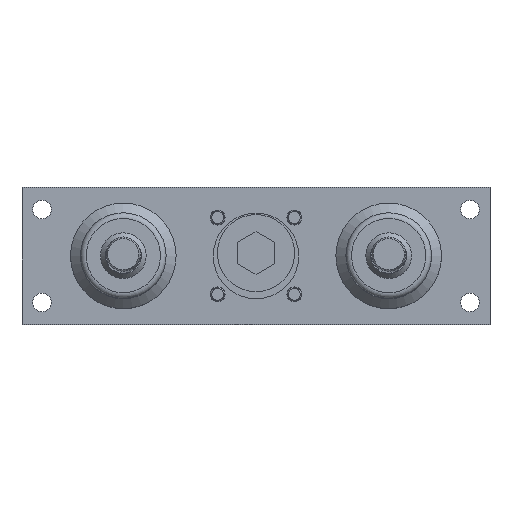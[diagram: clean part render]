
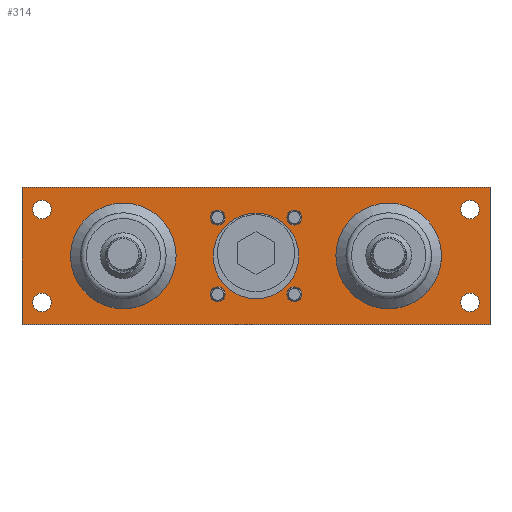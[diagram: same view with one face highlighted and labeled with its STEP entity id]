
A CAD part, top view. The second image highlights one B-rep face of the part: STEP entity #314.
In plain terms, the highlighted planar face has unit normal (0, 0, 1).
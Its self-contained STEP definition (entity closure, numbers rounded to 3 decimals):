
#314 = ADVANCED_FACE( '', ( #859, #860, #861, #862, #863, #864, #865, #866, #867, #868, #869, #870 ), #871, .F. );
#859 = FACE_BOUND( '', #1832, .T. );
#860 = FACE_BOUND( '', #1833, .T. );
#861 = FACE_BOUND( '', #1834, .T. );
#862 = FACE_BOUND( '', #1835, .T. );
#863 = FACE_BOUND( '', #1836, .T. );
#864 = FACE_BOUND( '', #1837, .T. );
#865 = FACE_BOUND( '', #1838, .T. );
#866 = FACE_BOUND( '', #1839, .T. );
#867 = FACE_BOUND( '', #1840, .T. );
#868 = FACE_BOUND( '', #1841, .T. );
#869 = FACE_BOUND( '', #1842, .T. );
#870 = FACE_OUTER_BOUND( '', #1843, .T. );
#871 = PLANE( '', #1844 );
#1832 = EDGE_LOOP( '', ( #2829 ) );
#1833 = EDGE_LOOP( '', ( #2830 ) );
#1834 = EDGE_LOOP( '', ( #2831 ) );
#1835 = EDGE_LOOP( '', ( #2832 ) );
#1836 = EDGE_LOOP( '', ( #2833 ) );
#1837 = EDGE_LOOP( '', ( #2834 ) );
#1838 = EDGE_LOOP( '', ( #2835 ) );
#1839 = EDGE_LOOP( '', ( #2836 ) );
#1840 = EDGE_LOOP( '', ( #2837 ) );
#1841 = EDGE_LOOP( '', ( #2838 ) );
#1842 = EDGE_LOOP( '', ( #2839 ) );
#1843 = EDGE_LOOP( '', ( #2840, #2841, #2842, #2843 ) );
#1844 = AXIS2_PLACEMENT_3D( '', #2844, #2845, #2846 );
#2829 = ORIENTED_EDGE( '', *, *, #4646, .T. );
#2830 = ORIENTED_EDGE( '', *, *, #4647, .F. );
#2831 = ORIENTED_EDGE( '', *, *, #4648, .T. );
#2832 = ORIENTED_EDGE( '', *, *, #4649, .T. );
#2833 = ORIENTED_EDGE( '', *, *, #4650, .T. );
#2834 = ORIENTED_EDGE( '', *, *, #4651, .T. );
#2835 = ORIENTED_EDGE( '', *, *, #4652, .T. );
#2836 = ORIENTED_EDGE( '', *, *, #4644, .T. );
#2837 = ORIENTED_EDGE( '', *, *, #4653, .F. );
#2838 = ORIENTED_EDGE( '', *, *, #4654, .F. );
#2839 = ORIENTED_EDGE( '', *, *, #4655, .T. );
#2840 = ORIENTED_EDGE( '', *, *, #4656, .F. );
#2841 = ORIENTED_EDGE( '', *, *, #4657, .F. );
#2842 = ORIENTED_EDGE( '', *, *, #4658, .F. );
#2843 = ORIENTED_EDGE( '', *, *, #4659, .F. );
#2844 = CARTESIAN_POINT( '', ( -82., 24., 10.8 ) );
#2845 = DIRECTION( '', ( 0., 0., -1. ) );
#2846 = DIRECTION( '', ( 0., 1., 0. ) );
#4644 = EDGE_CURVE( '', #5348, #5348, #5349, .T. );
#4646 = EDGE_CURVE( '', #5351, #5351, #5352, .T. );
#4647 = EDGE_CURVE( '', #5353, #5353, #5354, .T. );
#4648 = EDGE_CURVE( '', #5355, #5355, #5356, .T. );
#4649 = EDGE_CURVE( '', #5357, #5357, #5358, .T. );
#4650 = EDGE_CURVE( '', #5359, #5359, #5360, .T. );
#4651 = EDGE_CURVE( '', #5361, #5361, #5362, .T. );
#4652 = EDGE_CURVE( '', #5363, #5363, #5364, .T. );
#4653 = EDGE_CURVE( '', #5365, #5365, #5366, .T. );
#4654 = EDGE_CURVE( '', #5367, #5367, #5368, .T. );
#4655 = EDGE_CURVE( '', #5369, #5369, #5370, .T. );
#4656 = EDGE_CURVE( '', #5371, #5372, #5373, .T. );
#4657 = EDGE_CURVE( '', #5374, #5371, #5375, .T. );
#4658 = EDGE_CURVE( '', #5376, #5374, #5377, .T. );
#4659 = EDGE_CURVE( '', #5372, #5376, #5378, .T. );
#5348 = VERTEX_POINT( '', #6366 );
#5349 = CIRCLE( '', #6367, 3.25 );
#5351 = VERTEX_POINT( '', #6369 );
#5352 = CIRCLE( '', #6370, 18.5 );
#5353 = VERTEX_POINT( '', #6371 );
#5354 = CIRCLE( '', #6372, 18.5 );
#5355 = VERTEX_POINT( '', #6373 );
#5356 = CIRCLE( '', #6374, 14.98 );
#5357 = VERTEX_POINT( '', #6375 );
#5358 = CIRCLE( '', #6376, 2.6 );
#5359 = VERTEX_POINT( '', #6377 );
#5360 = CIRCLE( '', #6378, 2.6 );
#5361 = VERTEX_POINT( '', #6379 );
#5362 = CIRCLE( '', #6380, 2.6 );
#5363 = VERTEX_POINT( '', #6381 );
#5364 = CIRCLE( '', #6382, 2.6 );
#5365 = VERTEX_POINT( '', #6383 );
#5366 = CIRCLE( '', #6384, 3.25 );
#5367 = VERTEX_POINT( '', #6385 );
#5368 = CIRCLE( '', #6386, 3.25 );
#5369 = VERTEX_POINT( '', #6387 );
#5370 = CIRCLE( '', #6388, 3.25 );
#5371 = VERTEX_POINT( '', #6389 );
#5372 = VERTEX_POINT( '', #6390 );
#5373 = LINE( '', #6391, #6392 );
#5374 = VERTEX_POINT( '', #6393 );
#5375 = LINE( '', #6394, #6395 );
#5376 = VERTEX_POINT( '', #6396 );
#5377 = LINE( '', #6397, #6398 );
#5378 = LINE( '', #6399, #6400 );
#6366 = CARTESIAN_POINT( '', ( -78.25, -16.25, 10.8 ) );
#6367 = AXIS2_PLACEMENT_3D( '', #7985, #7986, #7987 );
#6369 = CARTESIAN_POINT( '', ( 28., 0., 10.8 ) );
#6370 = AXIS2_PLACEMENT_3D( '', #7988, #7989, #7990 );
#6371 = CARTESIAN_POINT( '', ( -28., 0., 10.8 ) );
#6372 = AXIS2_PLACEMENT_3D( '', #7991, #7992, #7993 );
#6373 = CARTESIAN_POINT( '', ( -14.98, 0., 10.8 ) );
#6374 = AXIS2_PLACEMENT_3D( '', #7994, #7995, #7996 );
#6375 = CARTESIAN_POINT( '', ( 13.435, -16.035, 10.8 ) );
#6376 = AXIS2_PLACEMENT_3D( '', #7997, #7998, #7999 );
#6377 = CARTESIAN_POINT( '', ( -16.035, -13.435, 10.8 ) );
#6378 = AXIS2_PLACEMENT_3D( '', #8000, #8001, #8002 );
#6379 = CARTESIAN_POINT( '', ( -13.435, 16.035, 10.8 ) );
#6380 = AXIS2_PLACEMENT_3D( '', #8003, #8004, #8005 );
#6381 = CARTESIAN_POINT( '', ( 16.035, 13.435, 10.8 ) );
#6382 = AXIS2_PLACEMENT_3D( '', #8006, #8007, #8008 );
#6383 = CARTESIAN_POINT( '', ( 78.25, -16.25, 10.8 ) );
#6384 = AXIS2_PLACEMENT_3D( '', #8009, #8010, #8011 );
#6385 = CARTESIAN_POINT( '', ( -78.25, 16.25, 10.8 ) );
#6386 = AXIS2_PLACEMENT_3D( '', #8012, #8013, #8014 );
#6387 = CARTESIAN_POINT( '', ( 78.25, 16.25, 10.8 ) );
#6388 = AXIS2_PLACEMENT_3D( '', #8015, #8016, #8017 );
#6389 = CARTESIAN_POINT( '', ( -82., -24., 10.8 ) );
#6390 = CARTESIAN_POINT( '', ( -82., 24., 10.8 ) );
#6391 = CARTESIAN_POINT( '', ( -82., -24., 10.8 ) );
#6392 = VECTOR( '', #8018, 1000. );
#6393 = CARTESIAN_POINT( '', ( 82., -24., 10.8 ) );
#6394 = CARTESIAN_POINT( '', ( 82., -24., 10.8 ) );
#6395 = VECTOR( '', #8019, 1000. );
#6396 = CARTESIAN_POINT( '', ( 82., 24., 10.8 ) );
#6397 = CARTESIAN_POINT( '', ( 82., 24., 10.8 ) );
#6398 = VECTOR( '', #8020, 1000. );
#6399 = CARTESIAN_POINT( '', ( -82., 24., 10.8 ) );
#6400 = VECTOR( '', #8021, 1000. );
#7985 = CARTESIAN_POINT( '', ( -75., -16.25, 10.8 ) );
#7986 = DIRECTION( '', ( 0., 0., -1. ) );
#7987 = DIRECTION( '', ( -1., 0., 0. ) );
#7988 = CARTESIAN_POINT( '', ( 46.5, 0., 10.8 ) );
#7989 = DIRECTION( '', ( 0., 0., -1. ) );
#7990 = DIRECTION( '', ( -1., 0., 0. ) );
#7991 = CARTESIAN_POINT( '', ( -46.5, 0., 10.8 ) );
#7992 = DIRECTION( '', ( 0., 0., 1. ) );
#7993 = DIRECTION( '', ( 1., 0., 0. ) );
#7994 = CARTESIAN_POINT( '', ( 0., 0., 10.8 ) );
#7995 = DIRECTION( '', ( 0., 0., -1. ) );
#7996 = DIRECTION( '', ( -1., 0., 0. ) );
#7997 = CARTESIAN_POINT( '', ( 13.435, -13.435, 10.8 ) );
#7998 = DIRECTION( '', ( 0., 0., -1. ) );
#7999 = DIRECTION( '', ( 0., -1., 0. ) );
#8000 = CARTESIAN_POINT( '', ( -13.435, -13.435, 10.8 ) );
#8001 = DIRECTION( '', ( 0., 0., -1. ) );
#8002 = DIRECTION( '', ( -1., 0., 0. ) );
#8003 = CARTESIAN_POINT( '', ( -13.435, 13.435, 10.8 ) );
#8004 = DIRECTION( '', ( 0., 0., -1. ) );
#8005 = DIRECTION( '', ( 0., 1., 0. ) );
#8006 = CARTESIAN_POINT( '', ( 13.435, 13.435, 10.8 ) );
#8007 = DIRECTION( '', ( 0., 0., -1. ) );
#8008 = DIRECTION( '', ( 1., 0., 0. ) );
#8009 = CARTESIAN_POINT( '', ( 75., -16.25, 10.8 ) );
#8010 = DIRECTION( '', ( 0., 0., 1. ) );
#8011 = DIRECTION( '', ( 1., 0., 0. ) );
#8012 = CARTESIAN_POINT( '', ( -75., 16.25, 10.8 ) );
#8013 = DIRECTION( '', ( 0., 0., 1. ) );
#8014 = DIRECTION( '', ( -1., 0., 0. ) );
#8015 = CARTESIAN_POINT( '', ( 75., 16.25, 10.8 ) );
#8016 = DIRECTION( '', ( 0., 0., -1. ) );
#8017 = DIRECTION( '', ( 1., 0., 0. ) );
#8018 = DIRECTION( '', ( 0., 1., 0. ) );
#8019 = DIRECTION( '', ( -1., 0., 0. ) );
#8020 = DIRECTION( '', ( 0., -1., 0. ) );
#8021 = DIRECTION( '', ( 1., 0., 0. ) );
